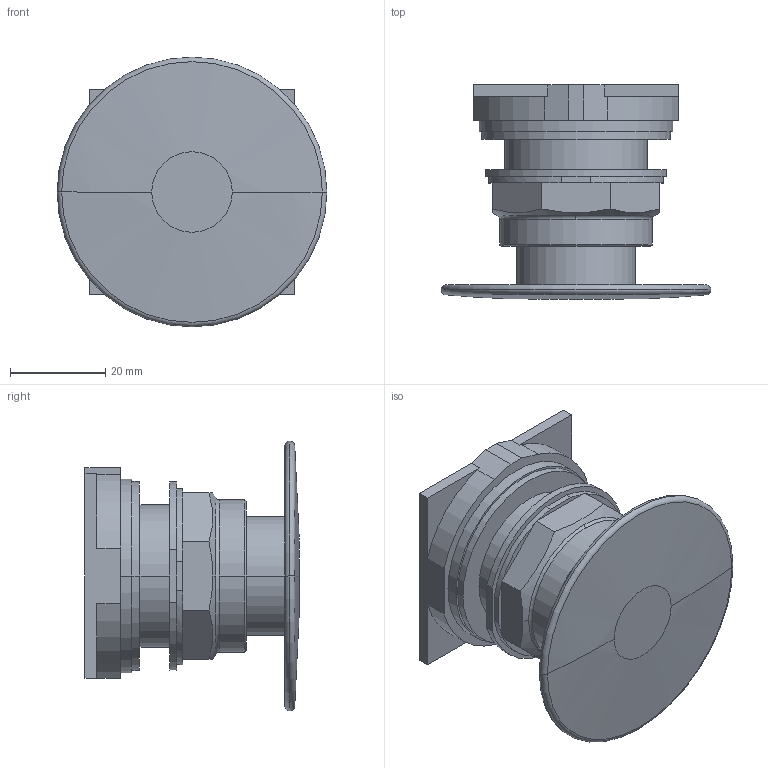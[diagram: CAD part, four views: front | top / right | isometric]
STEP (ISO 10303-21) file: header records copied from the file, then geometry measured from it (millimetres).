
FILE_DESCRIPTION(('starvars output'),'2;1');
FILE_NAME('9001KR25BM_3D.stp','11:16:29 2020/04/01',( 'Thomas Industrial Network Germany GmbH'),( 'Thomas Industrial Network Germany GmbH'),'unknown preprocess','ACIS' ,'unknown authorization');
FILE_SCHEMA(('AUTOMOTIVE_DESIGN_CC2 {UNKNOWN IMPLEMENTATION LEVEL}'));
Length unit declared in the file: millimetre
Products named in the file (1): PRODUCT_ID_28
Bounding box: 56.64 x 44.96 x 56.64 mm (x, y, z)
Volume: 45232.6 mm3; surface area: 16492.4 mm2
Topology: 2 solids, 2 shells, 91 faces, 212 edges, 134 vertices
Faces by surface type: plane 54, cylinder 25, torus 6, cone 4, bspline 2
Entity records: 2940 total; most frequent: ORIENTED_EDGE 424, CARTESIAN_POINT 413, DIRECTION 281, EDGE_CURVE 212, VERTEX_POINT 134, EDGE_LOOP 100, FACE_BOUND 100, AXIS2_PLACEMENT_3D 95
